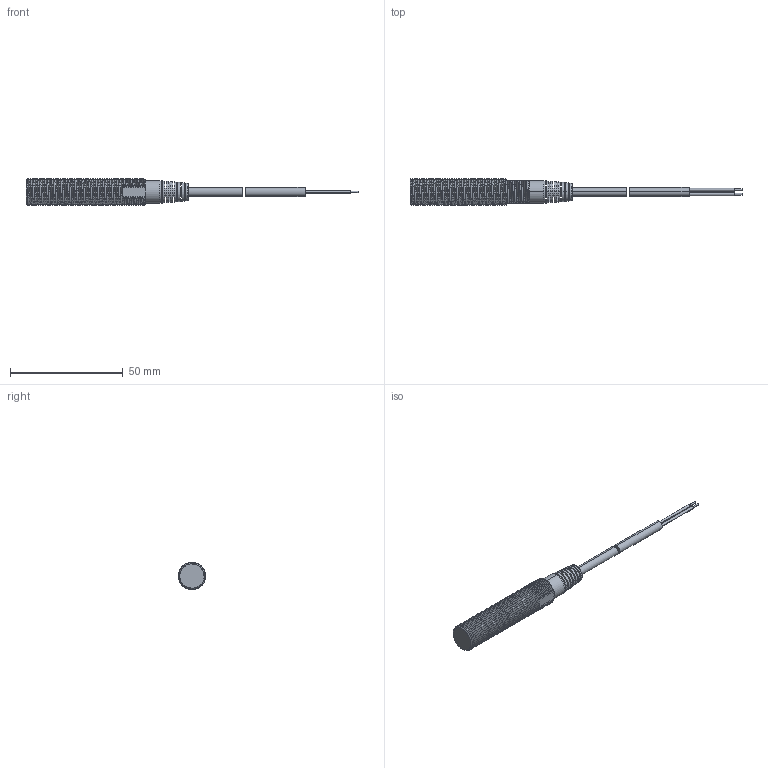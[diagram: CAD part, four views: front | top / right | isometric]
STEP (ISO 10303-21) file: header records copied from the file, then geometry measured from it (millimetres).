
FILE_DESCRIPTION((''),'2;1');
FILE_NAME('OCN1-1204X-X2LX','2017-02-24T',('Administrator'),(''),'PRO/ENGINEER BY PARAMETRIC TECHNOLOGY CORPORATION, 2007170','PRO/ENGINEER BY PARAMETRIC TECHNOLOGY CORPORATION, 2007170','');
FILE_SCHEMA(('CONFIG_CONTROL_DESIGN'));
Length unit declared in the file: millimetre
Products named in the file (1): OCN1-1204X-X2LX
Bounding box: 147.5 x 12 x 12 mm (x, y, z)
Volume: 7081.1 mm3; surface area: 5755.3 mm2
Topology: 2 solids, 2 shells, 338 faces, 923 edges, 608 vertices
Faces by surface type: cylinder 160, bspline 84, plane 57, cone 35, torus 2
Entity records: 26841 total; most frequent: CARTESIAN_POINT 19291, ORIENTED_EDGE 1846, DIRECTION 1096, EDGE_CURVE 923, VERTEX_POINT 608, B_SPLINE_CURVE_WITH_KNOTS 461, AXIS2_PLACEMENT_3D 380, EDGE_LOOP 357
